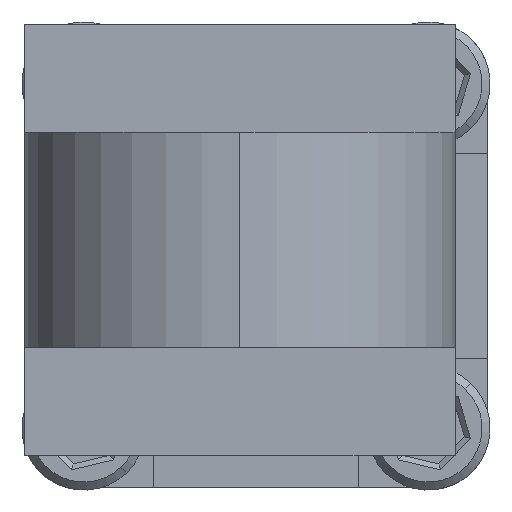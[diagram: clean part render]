
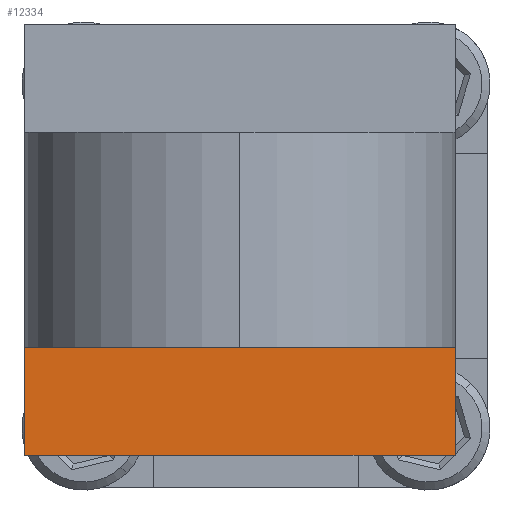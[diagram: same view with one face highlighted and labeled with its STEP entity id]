
A CAD part, left-side view. The second image highlights one B-rep face of the part: STEP entity #12334.
In plain terms, the highlighted planar face has unit normal (-1, 0, 0).
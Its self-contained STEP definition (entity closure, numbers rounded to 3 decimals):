
#200 = LINE ( 'NONE', #11050, #3207 ) ;
#350 = VERTEX_POINT ( 'NONE', #13917 ) ;
#358 = DIRECTION ( 'NONE',  ( 0., 1., 0. ) ) ;
#1016 = LINE ( 'NONE', #2595, #2658 ) ;
#1156 = CARTESIAN_POINT ( 'NONE',  ( -3.892, 19.075, 37.439 ) ) ;
#2382 = EDGE_CURVE ( 'NONE', #10660, #5173, #200, .T. ) ;
#2595 = CARTESIAN_POINT ( 'NONE',  ( -3.892, -20.925, 67.439 ) ) ;
#2658 = VECTOR ( 'NONE', #3633, 1000. ) ;
#2765 = EDGE_CURVE ( 'NONE', #5173, #350, #1016, .T. ) ;
#3054 = EDGE_LOOP ( 'NONE', ( #15582, #9194, #11825, #13202 ) ) ;
#3207 = VECTOR ( 'NONE', #5397, 1000. ) ;
#3298 = VECTOR ( 'NONE', #358, 1000. ) ;
#3565 = FACE_OUTER_BOUND ( 'NONE', #3054, .T. ) ;
#3633 = DIRECTION ( 'NONE',  ( 0., 0., -1. ) ) ;
#4167 = LINE ( 'NONE', #10838, #5049 ) ;
#4251 = DIRECTION ( 'NONE',  ( 0., 0., 1. ) ) ;
#4268 = LINE ( 'NONE', #16281, #3298 ) ;
#5049 = VECTOR ( 'NONE', #4251, 1000. ) ;
#5173 = VERTEX_POINT ( 'NONE', #12374 ) ;
#5397 = DIRECTION ( 'NONE',  ( 0., -1., 0. ) ) ;
#8005 = DIRECTION ( 'NONE',  ( 1., 0., 0. ) ) ;
#8870 = PLANE ( 'NONE',  #10972 ) ;
#9194 = ORIENTED_EDGE ( 'NONE', *, *, #11322, .F. ) ;
#10308 = CARTESIAN_POINT ( 'NONE',  ( -3.892, -0.925, 47.439 ) ) ;
#10660 = VERTEX_POINT ( 'NONE', #1156 ) ;
#10838 = CARTESIAN_POINT ( 'NONE',  ( -3.892, 19.075, 67.439 ) ) ;
#10972 = AXIS2_PLACEMENT_3D ( 'NONE', #10308, #8005, #15751 ) ;
#11050 = CARTESIAN_POINT ( 'NONE',  ( -3.892, 19.075, 37.439 ) ) ;
#11322 = EDGE_CURVE ( 'NONE', #15254, #10660, #4167, .T. ) ;
#11825 = ORIENTED_EDGE ( 'NONE', *, *, #15891, .F. ) ;
#11892 = CARTESIAN_POINT ( 'NONE',  ( -3.892, 19.075, 27.439 ) ) ;
#12334 = ADVANCED_FACE ( 'NONE', ( #3565 ), #8870, .F. ) ;
#12374 = CARTESIAN_POINT ( 'NONE',  ( -3.892, -20.925, 37.439 ) ) ;
#13202 = ORIENTED_EDGE ( 'NONE', *, *, #2765, .F. ) ;
#13917 = CARTESIAN_POINT ( 'NONE',  ( -3.892, -20.925, 27.439 ) ) ;
#15254 = VERTEX_POINT ( 'NONE', #11892 ) ;
#15582 = ORIENTED_EDGE ( 'NONE', *, *, #2382, .F. ) ;
#15751 = DIRECTION ( 'NONE',  ( 0., 0., -1. ) ) ;
#15891 = EDGE_CURVE ( 'NONE', #350, #15254, #4268, .T. ) ;
#16281 = CARTESIAN_POINT ( 'NONE',  ( -3.892, 19.075, 27.439 ) ) ;
